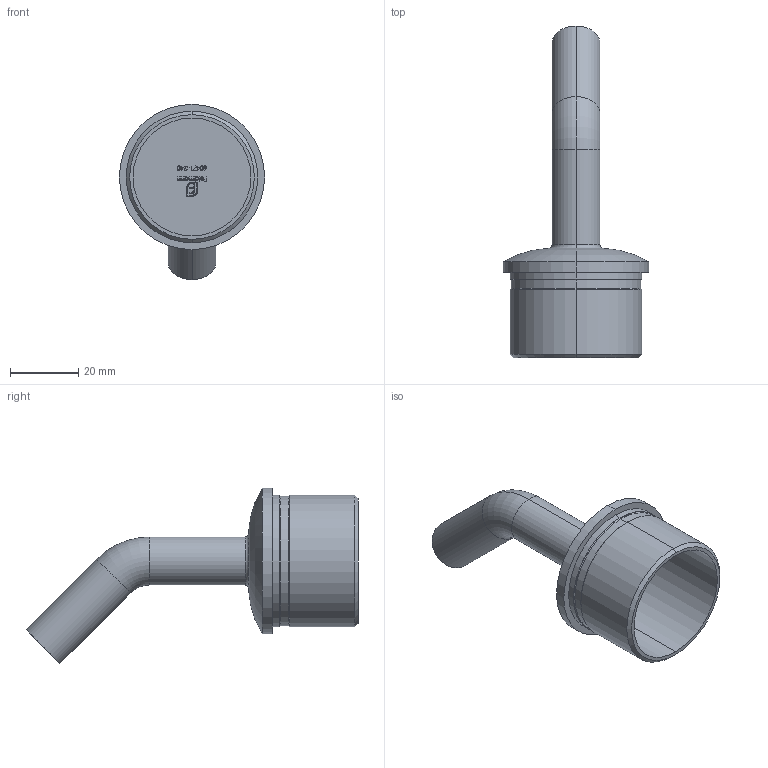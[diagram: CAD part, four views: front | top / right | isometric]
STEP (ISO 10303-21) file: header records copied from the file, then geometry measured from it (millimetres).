
FILE_DESCRIPTION (( 'STEP AP203' ), '1' );
FILE_NAME ('60471-240.step', '2021-05-11T10:52:17', ( '' ), ( '' ), 'SwSTEP 2.0', 'SolidWorks 2018', '' );
FILE_SCHEMA (( 'CONFIG_CONTROL_DESIGN' ));
Length unit declared in the file: millimetre
Products named in the file (2): 60471-240
Bounding box: 42.4 x 96.95 x 51.17 mm (x, y, z)
Volume: 24140.9 mm3; surface area: 12044.6 mm2
Topology: 1 solids, 1 shells, 286 faces, 746 edges, 492 vertices
Faces by surface type: plane 159, bspline 101, cylinder 14, torus 6, cone 6
Entity records: 13801 total; most frequent: CARTESIAN_POINT 7275, ORIENTED_EDGE 1492, DIRECTION 960, EDGE_CURVE 746, LINE 502, VECTOR 502, VERTEX_POINT 492, EDGE_LOOP 316
